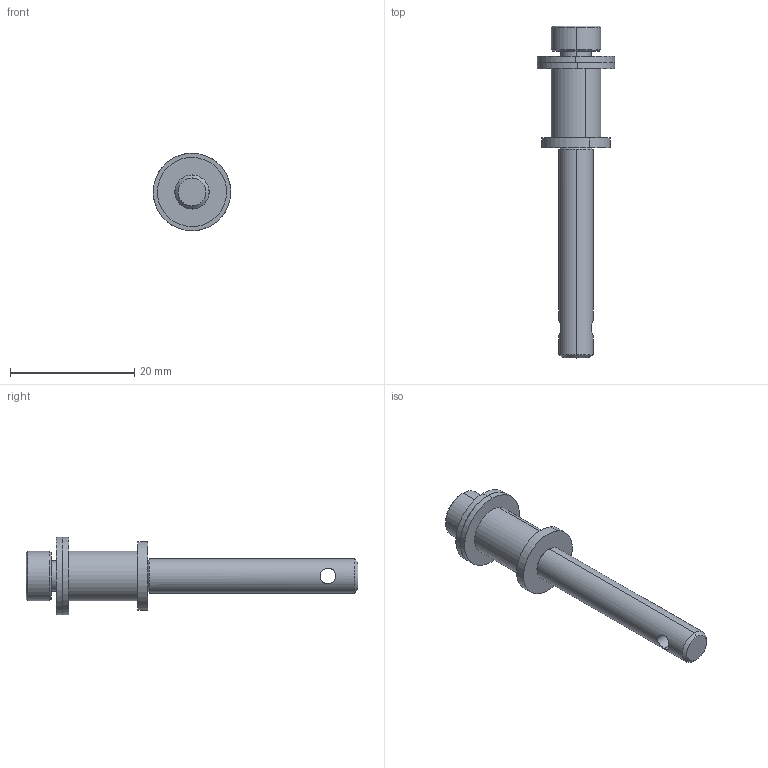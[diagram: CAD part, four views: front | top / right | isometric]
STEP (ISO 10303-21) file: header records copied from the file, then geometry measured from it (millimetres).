
FILE_DESCRIPTION (( 'STEP AP214' ), '1' );
FILE_NAME ('am-0086 Servo shaft.STEP', '2014-08-20T20:30:42', ( '' ), ( '' ), 'SwSTEP 2.0', 'SolidWorks 2014', '' );
FILE_SCHEMA (( 'AUTOMOTIVE_DESIGN' ));
Length unit declared in the file: inch
Products named in the file (4): am-0086 Servo shaft; am-0086 Screw ONLY; am-0089 3-16'''' id Oillite Bushing; am-1216 #10 Flat Washer
Assembly tree (4 placements, depth 2):
  am-0086 Servo shaft
    am-0086 Screw ONLY
    am-0089 3-16'''' id Oillite Bushing
    am-1216 #10 Flat Washer  x2
Bounding box: 12.44 x 53.34 x 12.44 mm (x, y, z)
Volume: 1922.1 mm3; surface area: 2261.7 mm2
Topology: 4 solids, 4 shells, 48 faces, 100 edges, 64 vertices
Faces by surface type: cylinder 22, plane 18, cone 8
Entity records: 1424 total; most frequent: CARTESIAN_POINT 277, DIRECTION 222, ORIENTED_EDGE 176, AXIS2_PLACEMENT_3D 89, EDGE_CURVE 88, VERTEX_POINT 56, EDGE_LOOP 52, VECTOR 44
